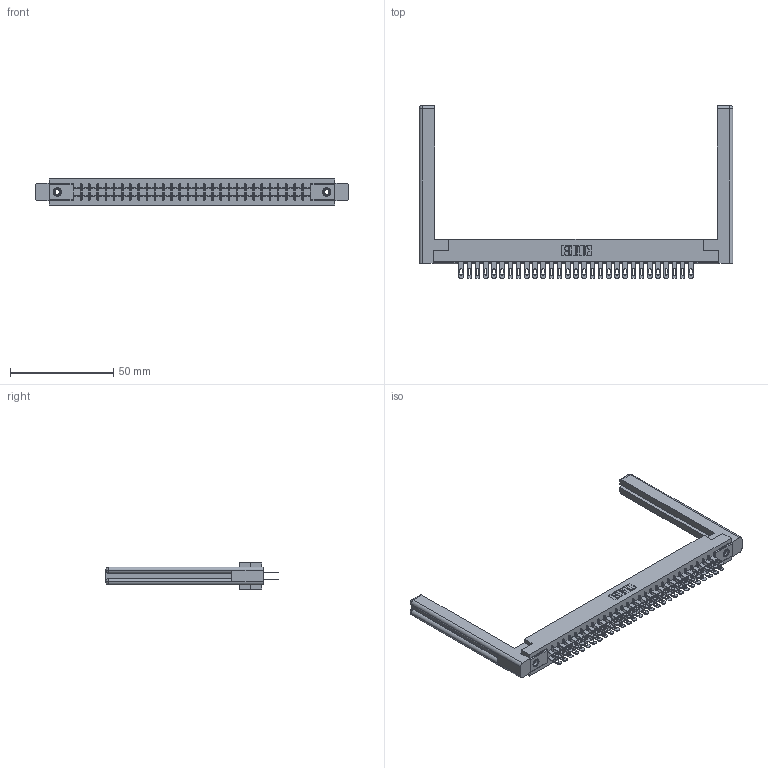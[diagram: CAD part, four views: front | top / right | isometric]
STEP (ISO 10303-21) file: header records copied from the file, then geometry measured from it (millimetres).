
FILE_DESCRIPTION (( 'STEP AP203' ), '1' );
FILE_NAME ('355-058-500-258.STEP', '2019-09-12T13:07:43', ( '' ), ( '' ), 'SwSTEP 2.0', 'SolidWorks 2016', '' );
FILE_SCHEMA (( 'CONFIG_CONTROL_DESIGN' ));
Length unit declared in the file: inch
Products named in the file (5): 305-290-001_500; 355-058-500-258; 307-220-058; 345-250-001_345-250-001-102; 305 Part_.156 Dia
Assembly tree (63 placements, depth 2):
  355-058-500-258
    305 Part_.156 Dia
    305-290-001_500  x58
    345-250-001_345-250-001-102  x2
    307-220-058  x2
Bounding box: 151.54 x 83.49 x 12.7 mm (x, y, z)
Volume: 23062.8 mm3; surface area: 25939.2 mm2
Topology: 63 solids, 63 shells, 3158 faces, 8993 edges, 5826 vertices
Faces by surface type: plane 1776, cylinder 1242, sphere 116, cone 12, torus 12
Entity records: 35637 total; most frequent: CARTESIAN_POINT 5912, ORIENTED_EDGE 5808, DIRECTION 5694, EDGE_CURVE 2904, LINE 2322, VECTOR 2322, VERTEX_POINT 1850, AXIS2_PLACEMENT_3D 1686
